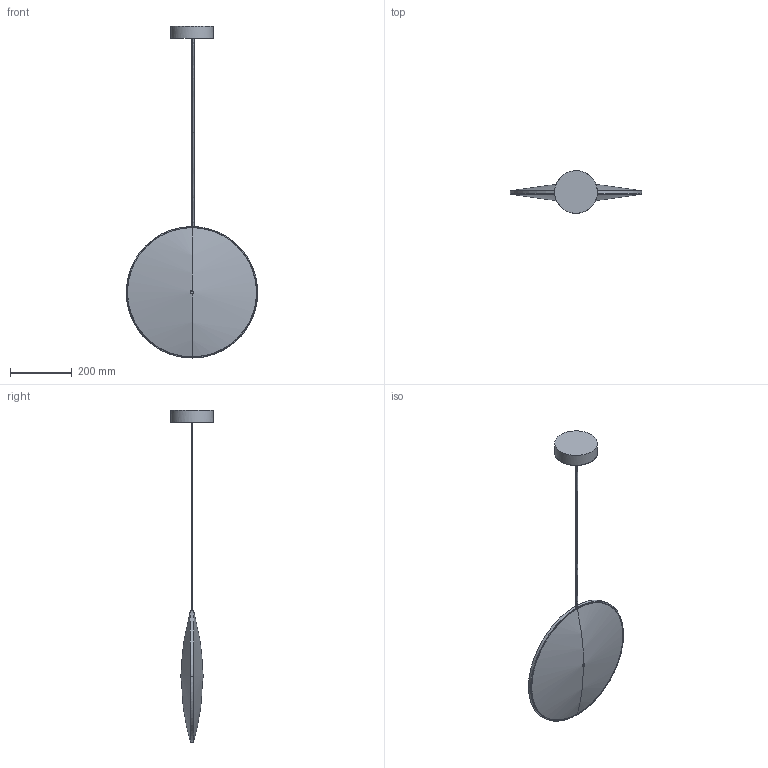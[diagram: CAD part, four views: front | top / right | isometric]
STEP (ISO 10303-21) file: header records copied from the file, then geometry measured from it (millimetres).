
FILE_DESCRIPTION(/* description */ (''),/* implementation_level */ '2;1');
FILE_NAME(/* name */ 'Dish17v_3D_mm',/* time_stamp */ '2025-06-23T16:40:04-07:00',/* author */ (''),/* organization */ (''),/* preprocessor_version */ 'ST-DEVELOPER v16.5',/* originating_system */ '',/* authorisation */ '');
FILE_SCHEMA (('AUTOMOTIVE_DESIGN'));
Length unit declared in the file: millimetre
Products named in the file (1): Document
Bounding box: 426 x 138.08 x 1076.08 mm (x, y, z)
Volume: 606682.7 mm3; surface area: 371683.4 mm2
Topology: 1 solids, 7 shells, 43 faces, 94 edges, 63 vertices
Faces by surface type: bspline 31, plane 12
Entity records: 2353 total; most frequent: CARTESIAN_POINT 1720, ORIENTED_EDGE 170, EDGE_CURVE 94, VERTEX_POINT 63, EDGE_LOOP 50, ADVANCED_FACE 43, FACE_OUTER_BOUND 43, B_SPLINE_CURVE_WITH_KNOTS 22
